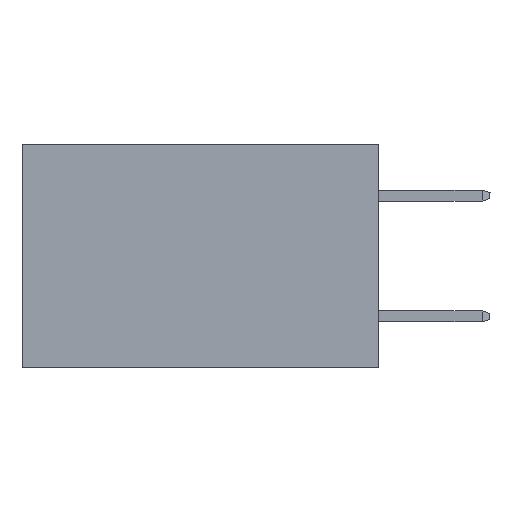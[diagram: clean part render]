
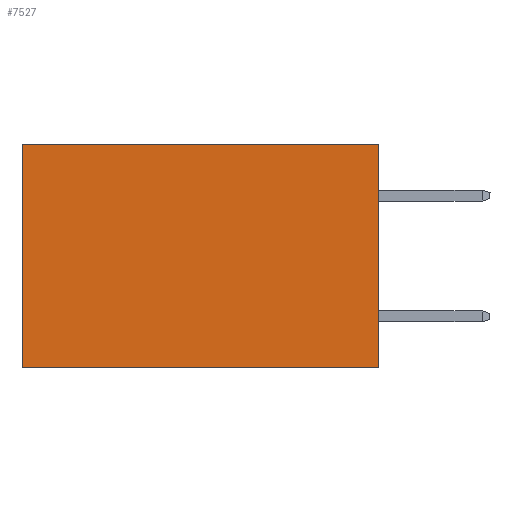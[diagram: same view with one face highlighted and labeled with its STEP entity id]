
A CAD part, left-side view. The second image highlights one B-rep face of the part: STEP entity #7527.
In plain terms, the highlighted planar face has unit normal (-1, 0, 0).
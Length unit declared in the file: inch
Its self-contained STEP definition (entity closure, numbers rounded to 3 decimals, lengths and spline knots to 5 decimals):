
#26 = LINE ( 'NONE', #9602, #12613 ) ;
#939 = EDGE_LOOP ( 'NONE', ( #5102, #9795, #10707, #3480 ) ) ;
#1327 = EDGE_CURVE ( 'NONE', #6127, #8639, #2680, .T. ) ;
#1725 = VECTOR ( 'NONE', #7027, 39.37008 ) ;
#2354 = VECTOR ( 'NONE', #10905, 39.37008 ) ;
#2473 = VECTOR ( 'NONE', #5358, 39.37008 ) ;
#2680 = LINE ( 'NONE', #9994, #2354 ) ;
#2787 = LINE ( 'NONE', #3260, #2473 ) ;
#3260 = CARTESIAN_POINT ( 'NONE',  ( 0.277, 0., -0.37 ) ) ;
#3480 = ORIENTED_EDGE ( 'NONE', *, *, #7039, .T. ) ;
#4774 = DIRECTION ( 'NONE',  ( 0., 0., -1. ) ) ;
#4779 = DIRECTION ( 'NONE',  ( 1., 0., 0. ) ) ;
#4807 = CARTESIAN_POINT ( 'NONE',  ( 0.277, 0., -0.37 ) ) ;
#4859 = PLANE ( 'NONE',  #10655 ) ;
#5102 = ORIENTED_EDGE ( 'NONE', *, *, #1327, .T. ) ;
#5358 = DIRECTION ( 'NONE',  ( 0., 1., 0. ) ) ;
#6069 = CARTESIAN_POINT ( 'NONE',  ( 0.277, 0., -0.37 ) ) ;
#6127 = VERTEX_POINT ( 'NONE', #8010 ) ;
#6430 = EDGE_CURVE ( 'NONE', #7093, #9857, #7154, .T. ) ;
#7027 = DIRECTION ( 'NONE',  ( 0., 0., -1. ) ) ;
#7039 = EDGE_CURVE ( 'NONE', #7093, #6127, #26, .T. ) ;
#7093 = VERTEX_POINT ( 'NONE', #9295 ) ;
#7154 = LINE ( 'NONE', #7235, #1725 ) ;
#7235 = CARTESIAN_POINT ( 'NONE',  ( 0.277, 0., -0.37 ) ) ;
#7527 = ADVANCED_FACE ( 'NONE', ( #11760 ), #4859, .F. ) ;
#8010 = CARTESIAN_POINT ( 'NONE',  ( 0.277, 0.59, 0. ) ) ;
#8639 = VERTEX_POINT ( 'NONE', #9152 ) ;
#9152 = CARTESIAN_POINT ( 'NONE',  ( 0.277, 0.59, -0.37 ) ) ;
#9295 = CARTESIAN_POINT ( 'NONE',  ( 0.277, 0., 0. ) ) ;
#9554 = DIRECTION ( 'NONE',  ( 0., 1., 0. ) ) ;
#9602 = CARTESIAN_POINT ( 'NONE',  ( 0.277, 0., 0. ) ) ;
#9795 = ORIENTED_EDGE ( 'NONE', *, *, #11326, .F. ) ;
#9857 = VERTEX_POINT ( 'NONE', #6069 ) ;
#9994 = CARTESIAN_POINT ( 'NONE',  ( 0.277, 0.59, -0.37 ) ) ;
#10655 = AXIS2_PLACEMENT_3D ( 'NONE', #4807, #4779, #4774 ) ;
#10707 = ORIENTED_EDGE ( 'NONE', *, *, #6430, .F. ) ;
#10905 = DIRECTION ( 'NONE',  ( 0., 0., -1. ) ) ;
#11326 = EDGE_CURVE ( 'NONE', #9857, #8639, #2787, .T. ) ;
#11760 = FACE_OUTER_BOUND ( 'NONE', #939, .T. ) ;
#12613 = VECTOR ( 'NONE', #9554, 39.37008 ) ;
